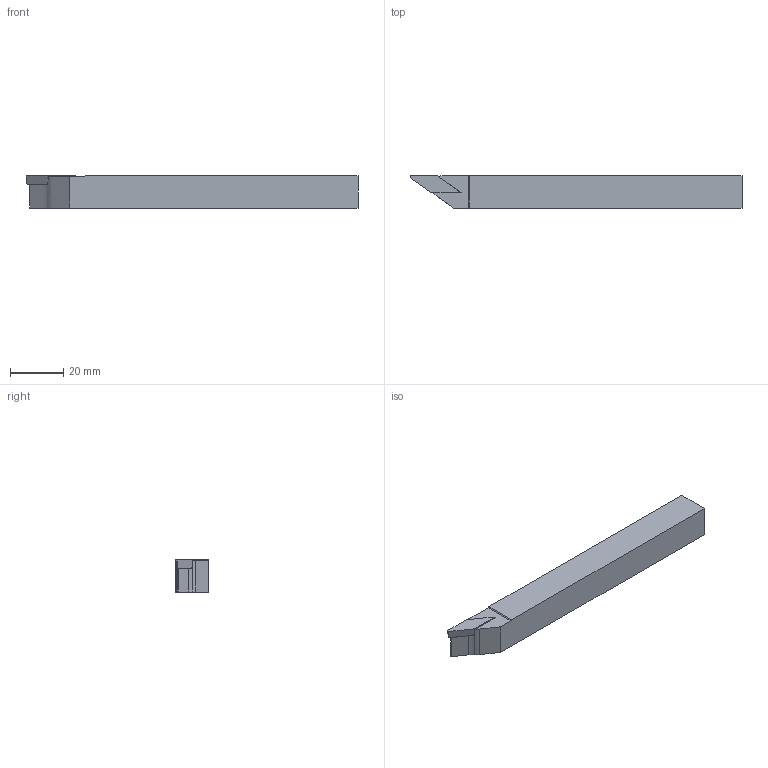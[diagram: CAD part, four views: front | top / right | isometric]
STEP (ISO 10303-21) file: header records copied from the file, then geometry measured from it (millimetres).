
FILE_DESCRIPTION(/* description */ (''),/* implementation_level */ '2;1');
FILE_NAME(/* name */ 'SVACL-1212-K11-S.stp',/* time_stamp */ '2023-10-16T03:20:45+03:00',/* author */ (''),/* organization */ (''),/* preprocessor_version */ 'ST-DEVELOPER v19.4',/* originating_system */ 'SIEMENS PLM Software NX2306.3001',/* authorisation */ '');
FILE_SCHEMA (('AUTOMOTIVE_DESIGN { 1 0 10303 214 3 1 1 1 }'));
Length unit declared in the file: millimetre
Products named in the file (1): model1
Bounding box: 124.13 x 12 x 12 mm (x, y, z)
Volume: 16631.1 mm3; surface area: 6154.1 mm2
Topology: 2 solids, 2 shells, 26 faces, 66 edges, 44 vertices
Faces by surface type: plane 19, cylinder 5, cone 2
Entity records: 874 total; most frequent: DIRECTION 138, CARTESIAN_POINT 137, ORIENTED_EDGE 132, EDGE_CURVE 66, LINE 48, VECTOR 48, AXIS2_PLACEMENT_3D 45, VERTEX_POINT 44
